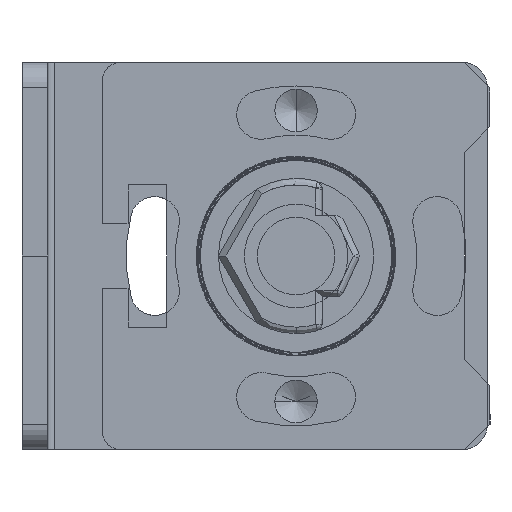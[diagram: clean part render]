
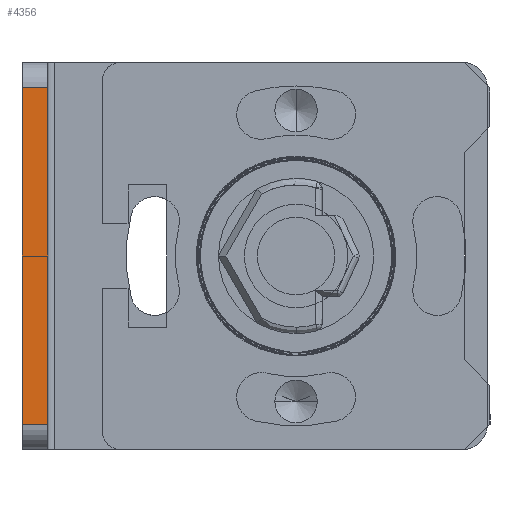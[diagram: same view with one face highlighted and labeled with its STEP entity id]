
A CAD part, left-side view. The second image highlights one B-rep face of the part: STEP entity #4356.
In plain terms, the highlighted face is planar.
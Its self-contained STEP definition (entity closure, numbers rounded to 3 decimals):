
#709 = VECTOR ( 'NONE', #1107, 1000. ) ;
#779 = DIRECTION ( 'NONE',  ( 0., -1., 0. ) ) ;
#1107 = DIRECTION ( 'NONE',  ( 0., -1., 0. ) ) ;
#1302 = LINE ( 'NONE', #8946, #5709 ) ;
#1481 = CARTESIAN_POINT ( 'NONE',  ( 15., 2., -31.5 ) ) ;
#1789 = EDGE_CURVE ( 'NONE', #8791, #9058, #1302, .T. ) ;
#2539 = VECTOR ( 'NONE', #6245, 1000. ) ;
#3867 = LINE ( 'NONE', #13032, #709 ) ;
#4356 = ADVANCED_FACE ( 'NONE', ( #11259 ), #5544, .T. ) ;
#4613 = EDGE_CURVE ( 'NONE', #9039, #9058, #5276, .T. ) ;
#4892 = ORIENTED_EDGE ( 'NONE', *, *, #1789, .T. ) ;
#4994 = CARTESIAN_POINT ( 'NONE',  ( 13., 2., -31.5 ) ) ;
#5276 = LINE ( 'NONE', #7441, #8768 ) ;
#5544 = PLANE ( 'NONE',  #16853 ) ;
#5709 = VECTOR ( 'NONE', #16864, 1000. ) ;
#6245 = DIRECTION ( 'NONE',  ( -1., 0., 0. ) ) ;
#6414 = ORIENTED_EDGE ( 'NONE', *, *, #9358, .F. ) ;
#6604 = ORIENTED_EDGE ( 'NONE', *, *, #15675, .T. ) ;
#6871 = DIRECTION ( 'NONE',  ( -1., 0., 0. ) ) ;
#7441 = CARTESIAN_POINT ( 'NONE',  ( -13., 2.5, -31.5 ) ) ;
#8768 = VECTOR ( 'NONE', #779, 1000. ) ;
#8791 = VERTEX_POINT ( 'NONE', #13463 ) ;
#8946 = CARTESIAN_POINT ( 'NONE',  ( 15., 0., -31.5 ) ) ;
#9039 = VERTEX_POINT ( 'NONE', #17058 ) ;
#9058 = VERTEX_POINT ( 'NONE', #13579 ) ;
#9358 = EDGE_CURVE ( 'NONE', #10711, #9039, #15788, .T. ) ;
#10703 = ORIENTED_EDGE ( 'NONE', *, *, #4613, .F. ) ;
#10711 = VERTEX_POINT ( 'NONE', #4994 ) ;
#11259 = FACE_OUTER_BOUND ( 'NONE', #13974, .T. ) ;
#13032 = CARTESIAN_POINT ( 'NONE',  ( 13., 2., -31.5 ) ) ;
#13463 = CARTESIAN_POINT ( 'NONE',  ( 13., 0., -31.5 ) ) ;
#13579 = CARTESIAN_POINT ( 'NONE',  ( -13., 0., -31.5 ) ) ;
#13974 = EDGE_LOOP ( 'NONE', ( #4892, #10703, #6414, #6604 ) ) ;
#14771 = DIRECTION ( 'NONE',  ( 0., 0., -1. ) ) ;
#15532 = CARTESIAN_POINT ( 'NONE',  ( 15., 2., -31.5 ) ) ;
#15675 = EDGE_CURVE ( 'NONE', #10711, #8791, #3867, .T. ) ;
#15788 = LINE ( 'NONE', #15532, #2539 ) ;
#16853 = AXIS2_PLACEMENT_3D ( 'NONE', #1481, #14771, #6871 ) ;
#16864 = DIRECTION ( 'NONE',  ( -1., 0., 0. ) ) ;
#17058 = CARTESIAN_POINT ( 'NONE',  ( -13., 2., -31.5 ) ) ;
